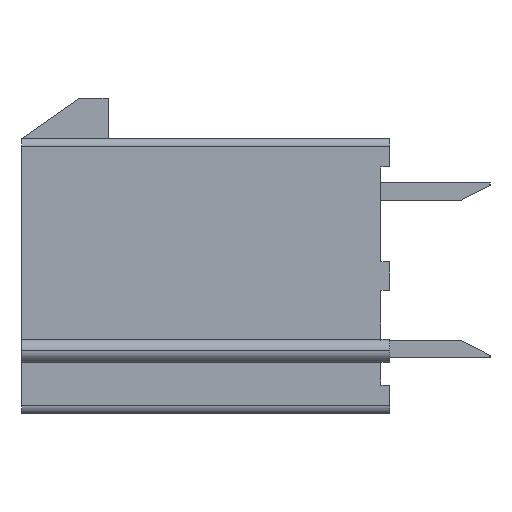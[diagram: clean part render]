
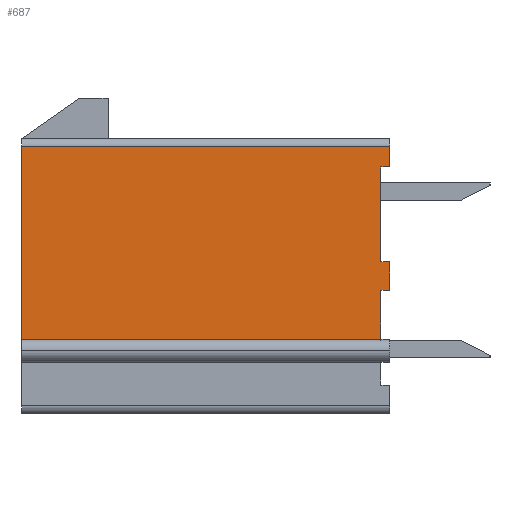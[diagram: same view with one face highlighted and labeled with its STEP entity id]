
A CAD part, left-side view. The second image highlights one B-rep face of the part: STEP entity #687.
In plain terms, the highlighted planar face has unit normal (-1, 0, 0).
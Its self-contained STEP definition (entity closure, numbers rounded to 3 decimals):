
#687=ADVANCED_FACE('',(#1967),#1968,.T.);
#1967=FACE_OUTER_BOUND('',#3255,.T.);
#1968=PLANE('',#3256);
#3255=EDGE_LOOP('',(#8052,#8053,#8054,#8055,#8056,#8057,#8058,#8059,#8060,#8061));
#3256=AXIS2_PLACEMENT_3D('',#8062,#8063,#8064);
#8052=ORIENTED_EDGE('',*,*,#8657,.T.);
#8053=ORIENTED_EDGE('',*,*,#9689,.T.);
#8054=ORIENTED_EDGE('',*,*,#8510,.T.);
#8055=ORIENTED_EDGE('',*,*,#8476,.T.);
#8056=ORIENTED_EDGE('',*,*,#8442,.T.);
#8057=ORIENTED_EDGE('',*,*,#8408,.T.);
#8058=ORIENTED_EDGE('',*,*,#8371,.T.);
#8059=ORIENTED_EDGE('',*,*,#8308,.T.);
#8060=ORIENTED_EDGE('',*,*,#8241,.T.);
#8061=ORIENTED_EDGE('',*,*,#9688,.T.);
#8062=CARTESIAN_POINT('',(-25.8,0.0,0.0));
#8063=DIRECTION('',(-1.0,0.0,0.0));
#8064=DIRECTION('',(0.0,0.0,1.0));
#8241=EDGE_CURVE('',#9978,#9979,#9980,.T.);
#8308=EDGE_CURVE('',#10097,#9978,#10098,.T.);
#8371=EDGE_CURVE('',#10207,#10097,#10208,.T.);
#8408=EDGE_CURVE('',#10267,#10207,#10268,.T.);
#8442=EDGE_CURVE('',#10322,#10267,#10323,.T.);
#8476=EDGE_CURVE('',#10377,#10322,#10378,.T.);
#8510=EDGE_CURVE('',#10432,#10377,#10433,.T.);
#8657=EDGE_CURVE('',#10671,#10669,#10672,.T.);
#9688=EDGE_CURVE('',#9979,#10671,#12371,.T.);
#9689=EDGE_CURVE('',#10669,#10432,#12372,.T.);
#9978=VERTEX_POINT('',#12584);
#9979=VERTEX_POINT('',#12585);
#9980=LINE('',#12586,#12587);
#10097=VERTEX_POINT('',#12769);
#10098=LINE('',#12770,#12771);
#10207=VERTEX_POINT('',#12942);
#10208=LINE('',#12943,#12944);
#10267=VERTEX_POINT('',#13039);
#10268=LINE('',#13040,#13041);
#10322=VERTEX_POINT('',#13128);
#10323=LINE('',#13129,#13130);
#10377=VERTEX_POINT('',#13217);
#10378=LINE('',#13218,#13219);
#10432=VERTEX_POINT('',#13306);
#10433=LINE('',#13307,#13308);
#10669=VERTEX_POINT('',#13685);
#10671=VERTEX_POINT('',#13687);
#10672=LINE('',#13688,#13689);
#12371=LINE('',#16417,#16418);
#12372=LINE('',#16419,#16420);
#12584=CARTESIAN_POINT('',(-25.8,0.0,3.8));
#12585=CARTESIAN_POINT('',(-25.8,0.0,4.5));
#12586=CARTESIAN_POINT('',(-25.8,0.0,3.8));
#12587=VECTOR('',#16511,0.7);
#12769=CARTESIAN_POINT('',(-25.8,0.3,3.8));
#12770=CARTESIAN_POINT('',(-25.8,0.3,3.8));
#12771=VECTOR('',#16580,0.3);
#12942=CARTESIAN_POINT('',(-25.8,0.3,0.5));
#12943=CARTESIAN_POINT('',(-25.8,0.3,0.5));
#12944=VECTOR('',#16643,3.3);
#13039=CARTESIAN_POINT('',(-25.8,0.0,0.5));
#13040=CARTESIAN_POINT('',(-25.8,0.0,0.5));
#13041=VECTOR('',#16680,0.3);
#13128=CARTESIAN_POINT('',(-25.8,0.0,-0.5));
#13129=CARTESIAN_POINT('',(-25.8,0.0,-0.5));
#13130=VECTOR('',#16714,1.0);
#13217=CARTESIAN_POINT('',(-25.8,0.3,-0.5));
#13218=CARTESIAN_POINT('',(-25.8,0.3,-0.5));
#13219=VECTOR('',#16748,0.3);
#13306=CARTESIAN_POINT('',(-25.8,0.3,-2.2));
#13307=CARTESIAN_POINT('',(-25.8,0.3,-2.2));
#13308=VECTOR('',#16782,1.7);
#13685=CARTESIAN_POINT('',(-25.8,12.8,-2.2));
#13687=CARTESIAN_POINT('',(-25.8,12.8,4.5));
#13688=CARTESIAN_POINT('',(-25.8,12.8,4.5));
#13689=VECTOR('',#16939,6.7);
#16417=CARTESIAN_POINT('',(-25.8,0.0,4.5));
#16418=VECTOR('',#17972,12.8);
#16419=CARTESIAN_POINT('',(-25.8,12.8,-2.2));
#16420=VECTOR('',#17973,12.5);
#16511=DIRECTION('',(0.0,0.0,1.0));
#16580=DIRECTION('',(0.0,-1.0,0.0));
#16643=DIRECTION('',(0.0,0.0,1.0));
#16680=DIRECTION('',(0.0,1.0,0.0));
#16714=DIRECTION('',(0.0,0.0,1.0));
#16748=DIRECTION('',(0.0,-1.0,0.0));
#16782=DIRECTION('',(0.0,0.0,1.0));
#16939=DIRECTION('',(0.0,0.0,-1.0));
#17972=DIRECTION('',(0.0,1.0,0.0));
#17973=DIRECTION('',(0.0,-1.0,0.0));
